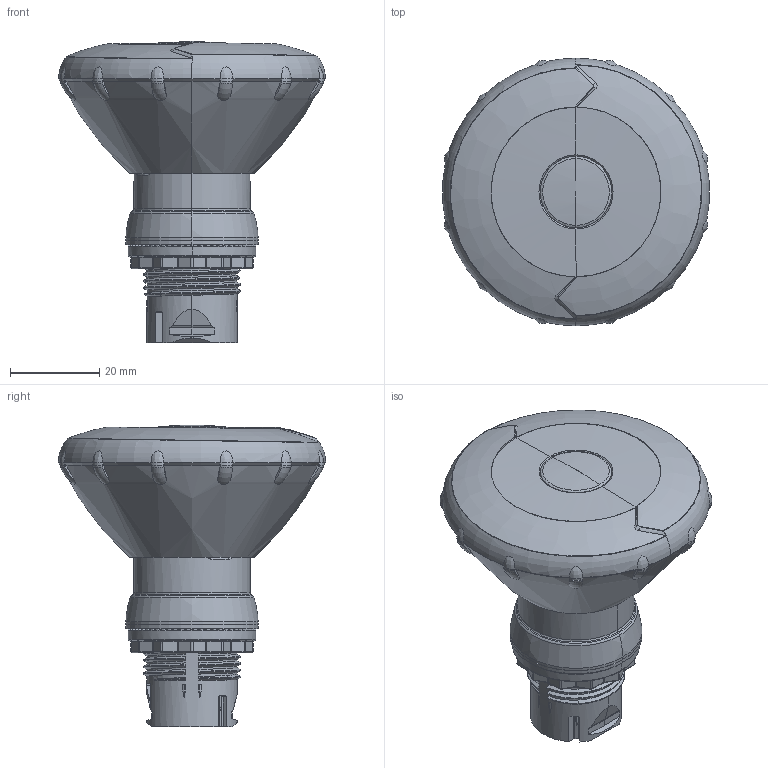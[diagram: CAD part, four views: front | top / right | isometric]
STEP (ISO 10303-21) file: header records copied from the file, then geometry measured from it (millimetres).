
FILE_DESCRIPTION((''),'2;1');
FILE_NAME('40359-452-40MM_ASM_7_ASM','2013-03-21T',('wwhu'),('Rockwell Automation'),'PRO/ENGINEER BY PARAMETRIC TECHNOLOGY CORPORATION, 2010140','PRO/ENGINEER BY PARAMETRIC TECHNOLOGY CORPORATION, 2010140','');
FILE_SCHEMA(('CONFIG_CONTROL_DESIGN'));
Length unit declared in the file: millimetre
Products named in the file (7): 40359-032-01_1; 40359-042_1; 40359-041-01_1; 40359-033_1; 40359-031_6; 40359-067_1; 40359-452-40MM_ASM_7_ASM
Assembly tree (6 placements, depth 2):
  40359-452-40MM_ASM_7_ASM
    40359-032-01_1
    40359-042_1
    40359-041-01_1
    40359-033_1
    40359-031_6
    40359-067_1
Bounding box: 59.7 x 59.85 x 67.5 mm (x, y, z)
Volume: 50476.9 mm3; surface area: 35095.8 mm2
Topology: 6 solids, 7 shells, 1865 faces, 4858 edges, 2858 vertices
Faces by surface type: plane 432, bspline 426, cylinder 378, torus 269, cone 250, sphere 103, extrusion 5, revolution 2
Entity records: 73436 total; most frequent: CARTESIAN_POINT 32845, ORIENTED_EDGE 9262, DIRECTION 7491, EDGE_CURVE 4631, AXIS2_PLACEMENT_3D 3100, VERTEX_POINT 2816, EDGE_LOOP 1859, FACE_OUTER_BOUND 1823
